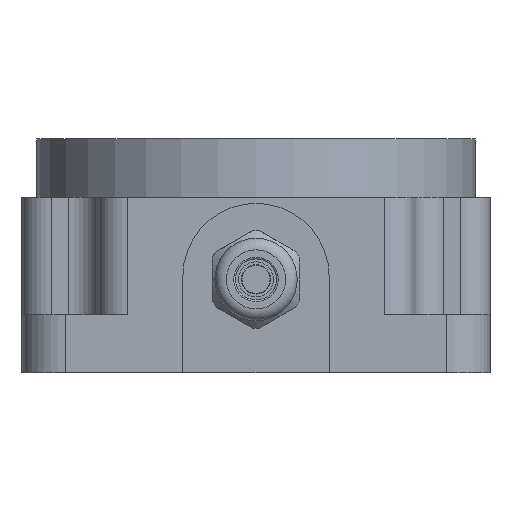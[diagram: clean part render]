
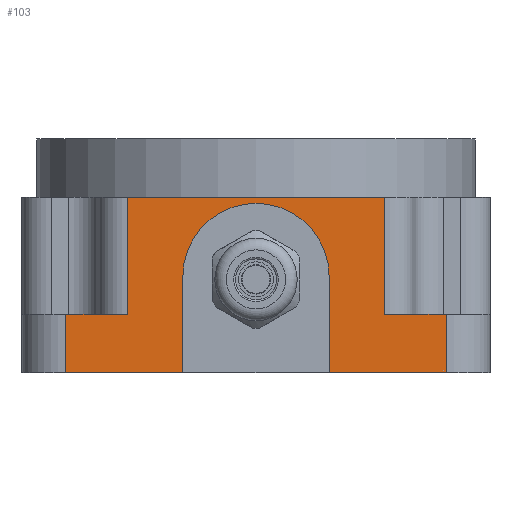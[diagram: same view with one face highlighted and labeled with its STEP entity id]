
A CAD part, front view. The second image highlights one B-rep face of the part: STEP entity #103.
In plain terms, the highlighted planar face has unit normal (0, -1, 0).
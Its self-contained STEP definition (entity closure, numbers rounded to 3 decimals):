
#103=ADVANCED_FACE('',(#473),#475,.T.);
#473=FACE_OUTER_BOUND('',#474,.T.);
#474=EDGE_LOOP('',(#3814,#3815,#3816,#3817,#3818,#3819,#3820,#3821,#3822,#3823,#3824,
#3825));
#475=PLANE('',#476);
#476=AXIS2_PLACEMENT_3D('',#477,#478,#479);
#477=CARTESIAN_POINT('',(-32.5,-40.,0.));
#478=DIRECTION('',(0.,-1.,0.));
#479=DIRECTION('',(1.,0.,0.));
#3814=ORIENTED_EDGE('',*,*,#4337,.F.);
#3815=ORIENTED_EDGE('',*,*,#4338,.F.);
#3816=ORIENTED_EDGE('',*,*,#4339,.T.);
#3817=ORIENTED_EDGE('',*,*,#4340,.T.);
#3818=ORIENTED_EDGE('',*,*,#4341,.F.);
#3819=ORIENTED_EDGE('',*,*,#4342,.T.);
#3820=ORIENTED_EDGE('',*,*,#4288,.F.);
#3821=ORIENTED_EDGE('',*,*,#4336,.F.);
#3822=ORIENTED_EDGE('',*,*,#4343,.F.);
#3823=ORIENTED_EDGE('',*,*,#4344,.F.);
#3824=ORIENTED_EDGE('',*,*,#4345,.T.);
#3825=ORIENTED_EDGE('',*,*,#4346,.F.);
#4288=EDGE_CURVE('',#4657,#4659,#4660,.T.);
#4336=EDGE_CURVE('',#4737,#4657,#4739,.T.);
#4337=EDGE_CURVE('',#4740,#4741,#4742,.T.);
#4338=EDGE_CURVE('',#4743,#4740,#4744,.T.);
#4339=EDGE_CURVE('',#4743,#4745,#4746,.T.);
#4340=EDGE_CURVE('',#4745,#4747,#4748,.T.);
#4341=EDGE_CURVE('',#4749,#4747,#4750,.T.);
#4342=EDGE_CURVE('',#4749,#4659,#4751,.T.);
#4343=EDGE_CURVE('',#4752,#4737,#4753,.T.);
#4344=EDGE_CURVE('',#4754,#4752,#4755,.T.);
#4345=EDGE_CURVE('',#4754,#4756,#4757,.T.);
#4346=EDGE_CURVE('',#4741,#4756,#4758,.T.);
#4657=VERTEX_POINT('',#5351);
#4659=VERTEX_POINT('',#5356);
#4660=LINE('',#5357,#5358);
#4737=VERTEX_POINT('',#5539);
#4739=LINE('',#5544,#5545);
#4740=VERTEX_POINT('',#5547);
#4741=VERTEX_POINT('',#5548);
#4742=CIRCLE('',#5549,12.5);
#4743=VERTEX_POINT('',#5553);
#4744=LINE('',#5554,#5555);
#4745=VERTEX_POINT('',#5557);
#4746=LINE('',#5558,#5559);
#4747=VERTEX_POINT('',#5561);
#4748=LINE('',#5562,#5563);
#4749=VERTEX_POINT('',#5565);
#4750=LINE('',#5566,#5567);
#4751=LINE('',#5569,#5570);
#4752=VERTEX_POINT('',#5572);
#4753=LINE('',#5573,#5574);
#4754=VERTEX_POINT('',#5576);
#4755=LINE('',#5577,#5578);
#4756=VERTEX_POINT('',#5580);
#4757=LINE('',#5581,#5582);
#4758=LINE('',#5584,#5585);
#5351=CARTESIAN_POINT('',(-22.,-40.,30.));
#5356=CARTESIAN_POINT('',(22.,-40.,30.));
#5357=CARTESIAN_POINT('',(-22.,-40.,30.));
#5358=VECTOR('',#5359,1.);
#5359=DIRECTION('',(1.,0.,0.));
#5539=CARTESIAN_POINT('',(-22.,-40.,10.));
#5544=CARTESIAN_POINT('',(-22.,-40.,10.));
#5545=VECTOR('',#5546,1.);
#5546=DIRECTION('',(0.,0.,1.));
#5547=CARTESIAN_POINT('',(12.5,-40.,16.5));
#5548=CARTESIAN_POINT('',(-12.5,-40.,16.5));
#5549=AXIS2_PLACEMENT_3D('',#5550,#5551,#5552);
#5550=CARTESIAN_POINT('',(0.,-40.,16.5));
#5551=DIRECTION('',(0.,-1.,0.));
#5552=DIRECTION('',(1.,0.,0.));
#5553=CARTESIAN_POINT('',(12.5,-40.,0.));
#5554=CARTESIAN_POINT('',(12.5,-40.,0.));
#5555=VECTOR('',#5556,1.);
#5556=DIRECTION('',(0.,0.,1.));
#5557=CARTESIAN_POINT('',(32.5,-40.,0.));
#5558=CARTESIAN_POINT('',(12.5,-40.,0.));
#5559=VECTOR('',#5560,1.);
#5560=DIRECTION('',(1.,0.,0.));
#5561=CARTESIAN_POINT('',(32.5,-40.,10.));
#5562=CARTESIAN_POINT('',(32.5,-40.,0.));
#5563=VECTOR('',#5564,1.);
#5564=DIRECTION('',(0.,0.,1.));
#5565=CARTESIAN_POINT('',(22.,-40.,10.));
#5566=CARTESIAN_POINT('',(22.,-40.,10.));
#5567=VECTOR('',#5568,1.);
#5568=DIRECTION('',(1.,0.,0.));
#5569=CARTESIAN_POINT('',(22.,-40.,10.));
#5570=VECTOR('',#5571,1.);
#5571=DIRECTION('',(0.,0.,1.));
#5572=CARTESIAN_POINT('',(-32.5,-40.,10.));
#5573=CARTESIAN_POINT('',(-32.5,-40.,10.));
#5574=VECTOR('',#5575,1.);
#5575=DIRECTION('',(1.,0.,0.));
#5576=CARTESIAN_POINT('',(-32.5,-40.,0.));
#5577=CARTESIAN_POINT('',(-32.5,-40.,0.));
#5578=VECTOR('',#5579,1.);
#5579=DIRECTION('',(0.,0.,1.));
#5580=CARTESIAN_POINT('',(-12.5,-40.,0.));
#5581=CARTESIAN_POINT('',(-32.5,-40.,0.));
#5582=VECTOR('',#5583,1.);
#5583=DIRECTION('',(1.,0.,0.));
#5584=CARTESIAN_POINT('',(-12.5,-40.,16.5));
#5585=VECTOR('',#5586,1.);
#5586=DIRECTION('',(0.,0.,-1.));
